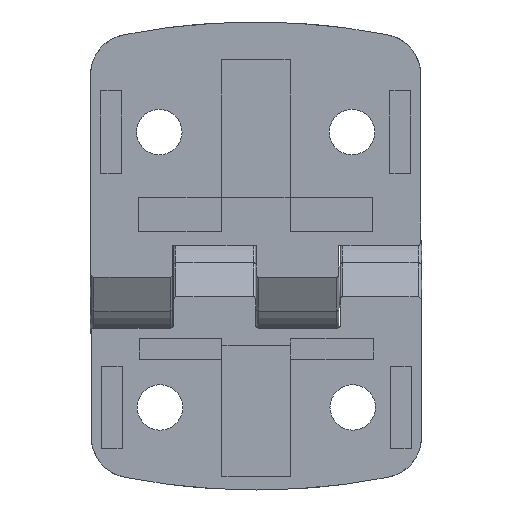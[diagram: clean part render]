
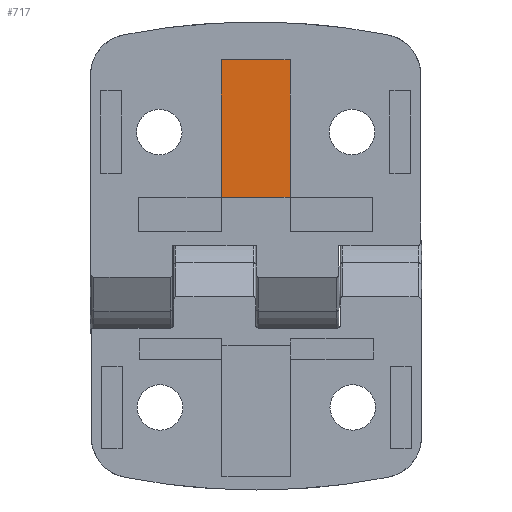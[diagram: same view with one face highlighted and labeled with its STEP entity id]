
A CAD part, front view. The second image highlights one B-rep face of the part: STEP entity #717.
In plain terms, the highlighted planar face has unit normal (0, -1, 0).
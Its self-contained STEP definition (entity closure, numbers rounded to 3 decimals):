
#717=ADVANCED_FACE('NONE',(#1457),#1458,.T.);
#1457=FACE_OUTER_BOUND('',#3917,.T.);
#1458=PLANE('',#3918);
#3917=EDGE_LOOP('',(#5763,#5764,#5765,#5766));
#3918=AXIS2_PLACEMENT_3D('',#5767,#5768,#5769);
#5763=ORIENTED_EDGE('',*,*,#6690,.T.);
#5764=ORIENTED_EDGE('',*,*,#6699,.T.);
#5765=ORIENTED_EDGE('',*,*,#6696,.T.);
#5766=ORIENTED_EDGE('',*,*,#6693,.T.);
#5767=CARTESIAN_POINT('',(4.9,1.5,33.0));
#5768=DIRECTION('',(0.,-1.0,0.));
#5769=DIRECTION('',(0.,0.,1.0));
#6690=EDGE_CURVE('NONE',#7847,#7845,#7848,.T.);
#6693=EDGE_CURVE('NONE',#7851,#7847,#7852,.T.);
#6696=EDGE_CURVE('NONE',#7855,#7851,#7856,.T.);
#6699=EDGE_CURVE('NONE',#7845,#7855,#7859,.T.);
#7845=VERTEX_POINT('NONE',#11007);
#7847=VERTEX_POINT('NONE',#11010);
#7848=LINE('',#11011,#11012);
#7851=VERTEX_POINT('NONE',#11016);
#7852=LINE('',#11017,#11018);
#7855=VERTEX_POINT('NONE',#11022);
#7856=LINE('',#11023,#11024);
#7859=LINE('',#11028,#11029);
#11007=CARTESIAN_POINT('',(4.9,1.5,33.0));
#11010=CARTESIAN_POINT('',(4.9,1.5,13.01));
#11011=CARTESIAN_POINT('',(4.9,1.5,13.01));
#11012=VECTOR('',#11816,1000.0);
#11016=CARTESIAN_POINT('',(-5.1,1.5,13.01));
#11017=CARTESIAN_POINT('',(4.9,1.5,13.01));
#11018=VECTOR('',#11818,1000.0);
#11022=CARTESIAN_POINT('',(-5.1,1.5,33.0));
#11023=CARTESIAN_POINT('',(-5.1,1.5,13.01));
#11024=VECTOR('',#11820,1000.0);
#11028=CARTESIAN_POINT('',(4.9,1.5,33.0));
#11029=VECTOR('',#11822,1000.0);
#11816=DIRECTION('',(0.,0.,1.0));
#11818=DIRECTION('',(1.0,0.,0.));
#11820=DIRECTION('',(0.,0.,-1.0));
#11822=DIRECTION('',(-1.0,0.,0.));
